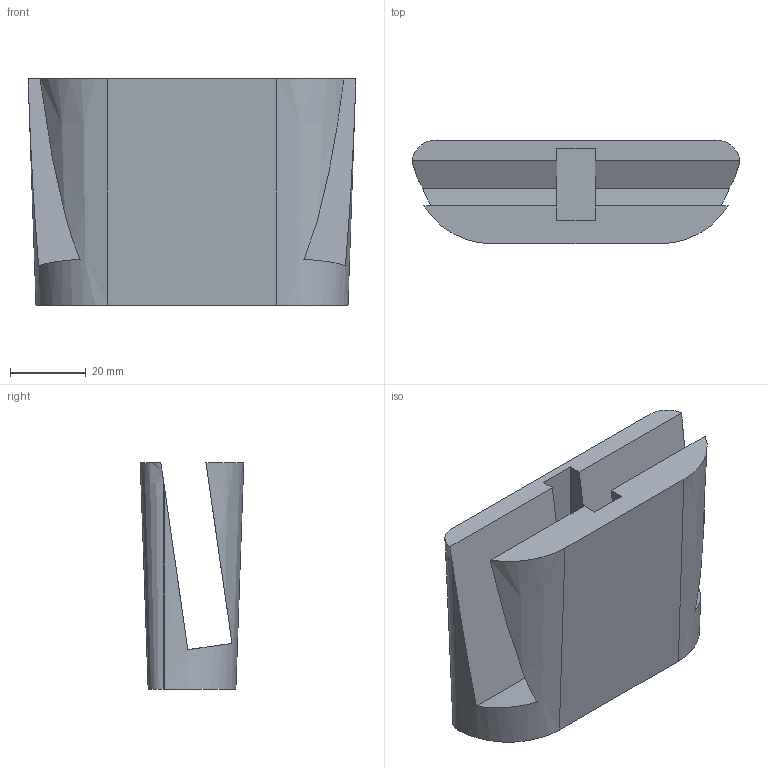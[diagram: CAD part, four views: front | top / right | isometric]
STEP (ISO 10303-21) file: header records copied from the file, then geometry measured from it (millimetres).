
FILE_DESCRIPTION(/* description */ ('Alibre Inc.'),/* implementation_level */ '2;1');
FILE_NAME(/* name */ 'export-E0F536B8-5F90-44DB-87CA-AD5979897B15',/* time_stamp */ '2024-07-21T17:34:13-04:00',/* author */ (''),/* organization */ (''),/* preprocessor_version */ 'ST-DEVELOPER v17',/* originating_system */ 'Alibre',/* authorisation */ '');
FILE_SCHEMA (('CONFIG_CONTROL_DESIGN'));
Length unit declared in the file: centimetre
Bounding box: 86.62 x 27.39 x 60 mm (x, y, z)
Volume: 65364.5 mm3; surface area: 23349.2 mm2
Topology: 1 solids, 1 shells, 23 faces, 63 edges, 42 vertices
Faces by surface type: plane 19, cone 4
Entity records: 759 total; most frequent: ORIENTED_EDGE 126, CARTESIAN_POINT 118, DIRECTION 96, EDGE_CURVE 63, VERTEX_POINT 42, VECTOR 42, LINE 42, AXIS2_PLACEMENT_3D 34
